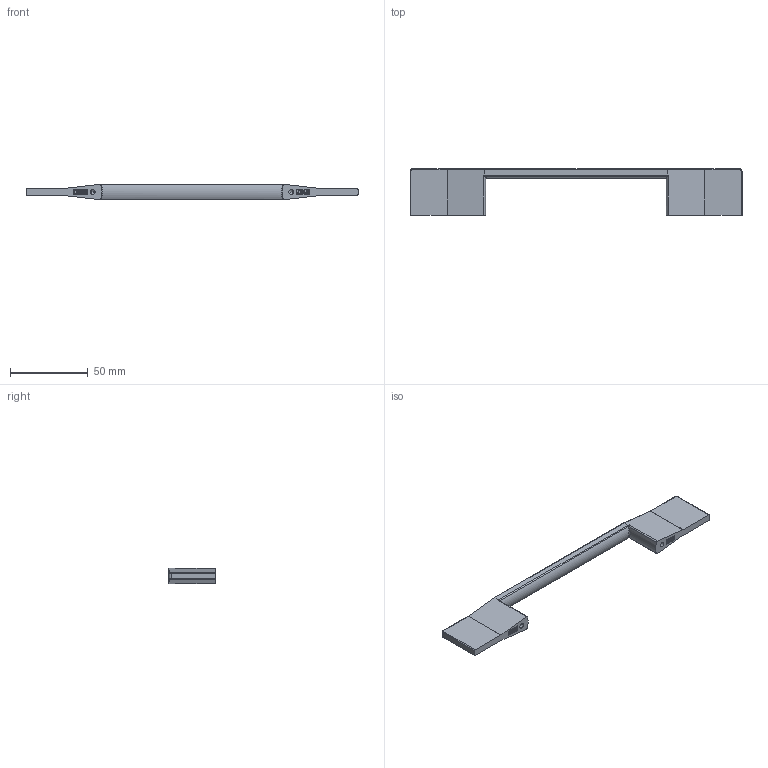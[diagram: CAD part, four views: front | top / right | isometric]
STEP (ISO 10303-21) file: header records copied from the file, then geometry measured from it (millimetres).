
FILE_DESCRIPTION(('Creo Elements/Direct Modeling STEP Export'),'2;1');
FILE_NAME('2197_214.stp','2017-10-03T 8:45:01',(''),(''),'Creo Elements/Direct Modeling STEP processor for AP214 (Solid Model)','Creo Elements/Direct Modeling 20.0 12-Nov-2016 (C) Parametric Technology GmbH','');
FILE_SCHEMA(('AUTOMOTIVE_DESIGN { 1 0 10303 214 1 1 1 1 }'));
Length unit declared in the file: millimetre
Products named in the file (2): 2197_214
Assembly tree (1 placements, depth 2):
  2197_214
    2197_214
Bounding box: 214 x 30 x 10 mm (x, y, z)
Volume: 23443.6 mm3; surface area: 11272.7 mm2
Topology: 1 solids, 1 shells, 440 faces, 1239 edges, 810 vertices
Faces by surface type: plane 373, cylinder 45, bspline 14, torus 4, cone 4
Entity records: 14577 total; most frequent: CARTESIAN_POINT 3310, ORIENTED_EDGE 2462, DIRECTION 2097, EDGE_CURVE 1231, VECTOR 1115, LINE 1115, VERTEX_POINT 810, AXIS2_PLACEMENT_3D 491
